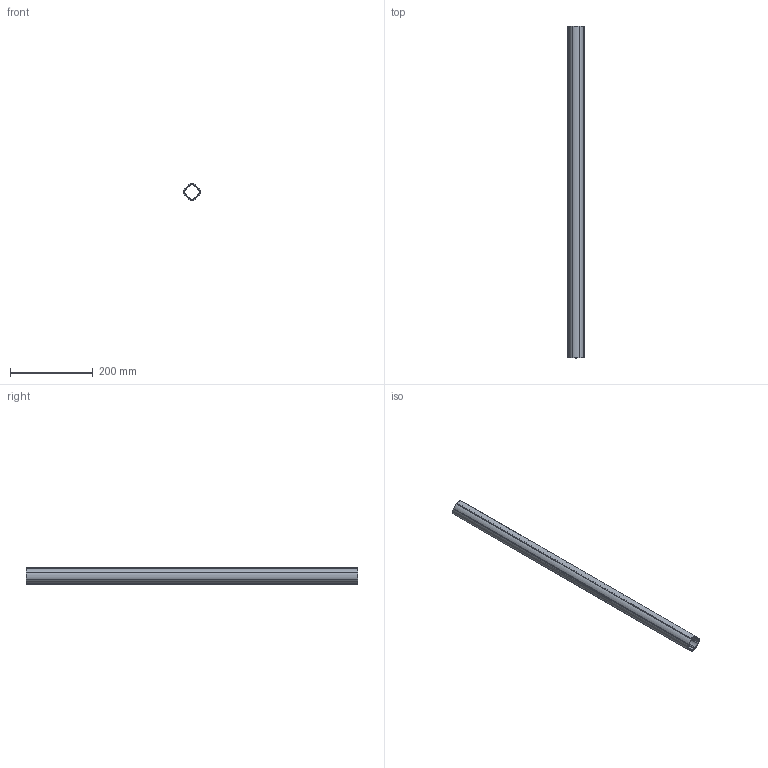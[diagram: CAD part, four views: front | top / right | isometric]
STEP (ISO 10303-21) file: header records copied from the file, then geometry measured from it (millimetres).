
FILE_DESCRIPTION(/* description */ (''),/* implementation_level */ '2;1');
FILE_NAME(/* name */ '51b4a368-957f-4f1d-97a7-97a198e2127c.stp',/* time_stamp */ '2019-04-16T02:14:43+00:00',/* author */ (''),/* organization */ (''),/* preprocessor_version */ 'ST-DEVELOPER v18',/* originating_system */ 'Autodesk Translation Framework v8.2.0.1029',/* authorisation */ '');
FILE_SCHEMA (('AUTOMOTIVE_DESIGN { 1 0 10303 214 3 1 1 }'));
Length unit declared in the file: millimetre
Products named in the file (1): Cargo Longitudinal Piece
Bounding box: 39.88 x 800 x 39.88 mm (x, y, z)
Volume: 194613.7 mm3; surface area: 206840.7 mm2
Topology: 1 solids, 1 shells, 82 faces, 240 edges, 160 vertices
Faces by surface type: cylinder 56, plane 26
Entity records: 2813 total; most frequent: DIRECTION 518, CARTESIAN_POINT 483, ORIENTED_EDGE 480, EDGE_CURVE 240, AXIS2_PLACEMENT_3D 195, VERTEX_POINT 160, LINE 128, VECTOR 128
